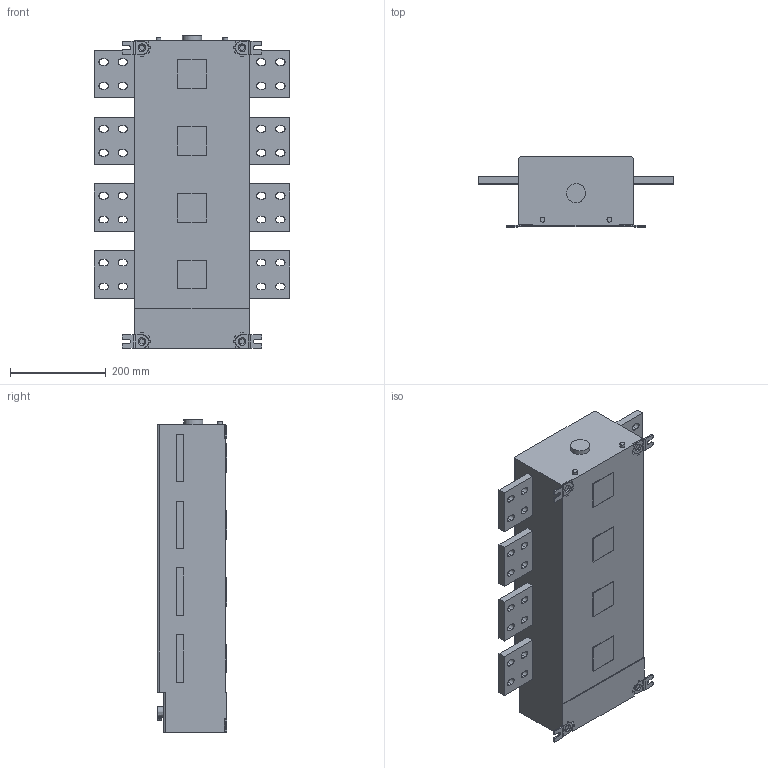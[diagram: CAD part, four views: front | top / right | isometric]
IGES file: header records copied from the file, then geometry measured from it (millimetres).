
Global section: file name: OT3150E04.igs; preprocessor: I-DEAS 3D IGES Translator 15; date: 20120528.143811; units: millimetre
Bounding box: 410 x 146 x 654 mm (x, y, z)
Volume: 22936908 mm3; surface area: 742347.4 mm2
Topology: 1 solids, 1 shells, 506 faces, 1423 edges, 950 vertices
Faces by surface type: bspline 506
